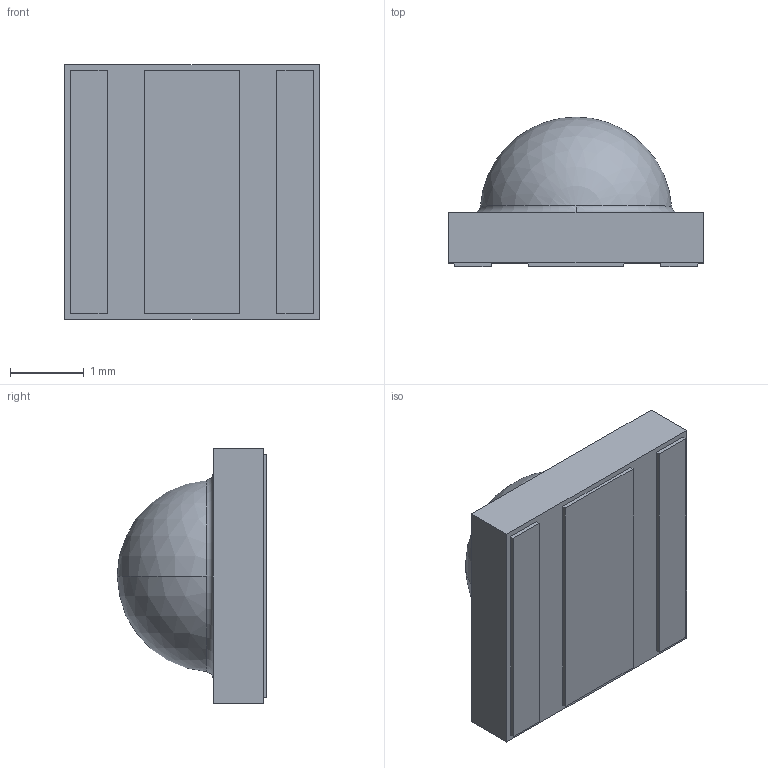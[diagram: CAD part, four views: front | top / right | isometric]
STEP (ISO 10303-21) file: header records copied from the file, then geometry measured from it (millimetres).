
FILE_DESCRIPTION (( 'STEP AP214' ), '1' );
FILE_NAME ('LED_Cree-XPE.STEP', '2018-11-29T20:50:16', ( '' ), ( '' ), 'SwSTEP 2.0', 'SolidWorks 2017', '' );
FILE_SCHEMA (( 'AUTOMOTIVE_DESIGN' ));
Length unit declared in the file: millimetre
Products named in the file (2): LED_Cree-XPE
Bounding box: 3.45 x 2.03 x 3.45 mm (x, y, z)
Volume: 13.1 mm3; surface area: 39.4 mm2
Topology: 1 solids, 1 shells, 25 faces, 58 edges, 39 vertices
Faces by surface type: plane 21, torus 2, sphere 2
Entity records: 1023 total; most frequent: CARTESIAN_POINT 124, DIRECTION 122, ORIENTED_EDGE 116, EDGE_CURVE 58, VECTOR 48, LINE 48, VERTEX_POINT 39, AXIS2_PLACEMENT_3D 37
